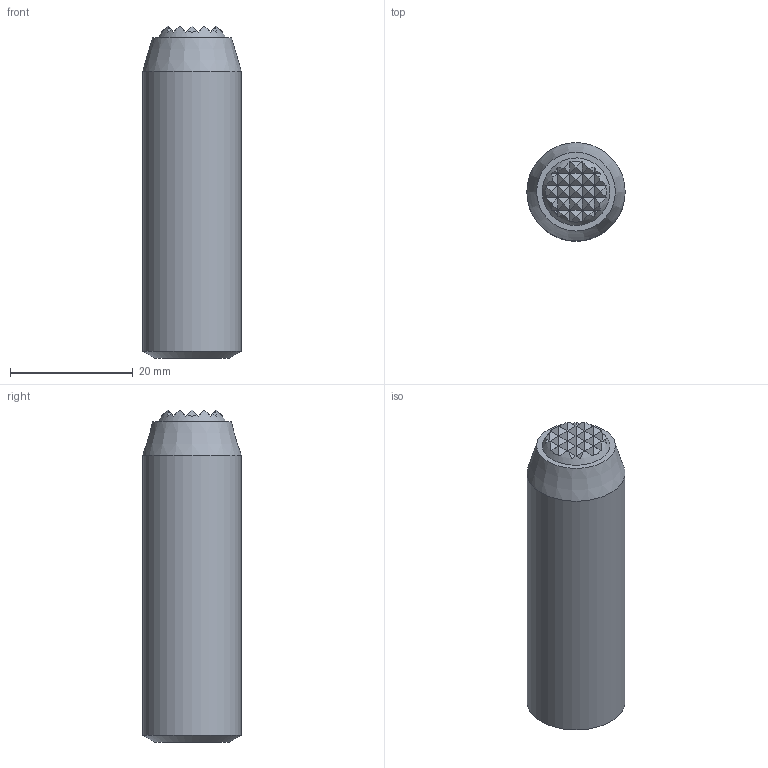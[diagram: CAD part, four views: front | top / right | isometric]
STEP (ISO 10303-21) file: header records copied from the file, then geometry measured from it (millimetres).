
FILE_DESCRIPTION( ( 'Unknown' ), '1' );
FILE_NAME( 'PT16C-1655.stp', 'Unknown', ( 'Unknown' ), ( 'Unknown' ), 'PSStep 17.0.49', 'Unknown', ' ' );
FILE_SCHEMA( ( 'AUTOMOTIVE_DESIGN { 1 0 10303 214 1 1 1 1 }' ) );
Length unit declared in the file: millimetre
Products named in the file (1): 1
Bounding box: 16 x 16 x 54 mm (x, y, z)
Volume: 9952.8 mm3; surface area: 3115.9 mm2
Topology: 1 solids, 1 shells, 103 faces, 199 edges, 99 vertices
Faces by surface type: plane 98, cone 3, sphere 1, cylinder 1
Full cylindrical faces by diameter (mm): 16 x1
Entity records: 3272 total; most frequent: DIRECTION 454, CARTESIAN_POINT 392, ORIENTED_EDGE 382, EDGE_CURVE 191, AXIS2_PLACEMENT_3D 159, LINE 136, VECTOR 136, EDGE_LOOP 109
